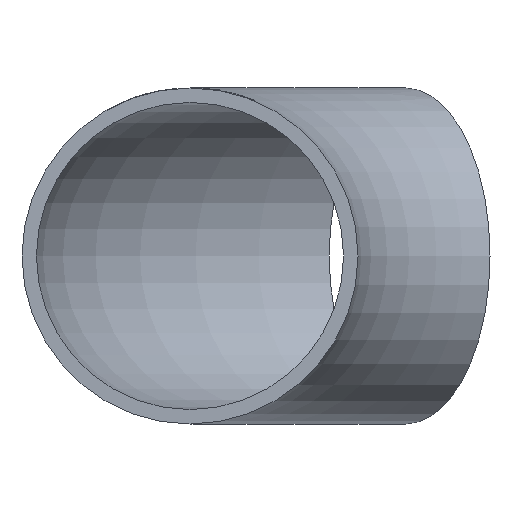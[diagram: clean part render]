
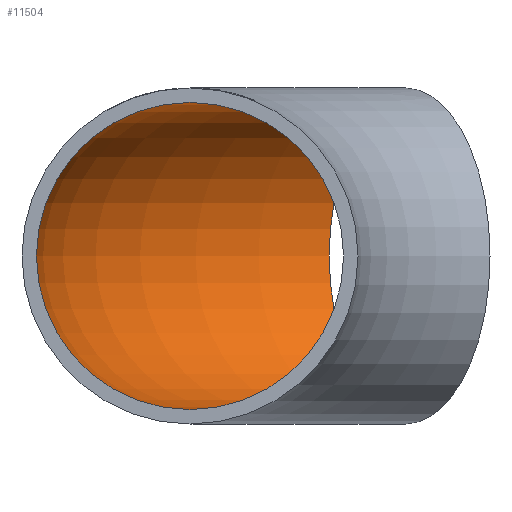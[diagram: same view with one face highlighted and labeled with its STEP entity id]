
A CAD part, front view. The second image highlights one B-rep face of the part: STEP entity #11504.
In plain terms, the highlighted toroidal (fillet/blend) face has major radius 45 mm and minor radius 16 mm.
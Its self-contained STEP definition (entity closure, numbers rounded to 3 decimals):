
#4 = EDGE_LOOP ( 'NONE', ( #12729 ) ) ;
#358 = VERTEX_POINT ( 'NONE', #5164 ) ;
#1409 = TOROIDAL_SURFACE ( 'NONE', #13845, 45., 16. ) ;
#1601 = EDGE_LOOP ( 'NONE', ( #15311 ) ) ;
#2267 = FACE_OUTER_BOUND ( 'NONE', #1601, .T. ) ;
#3246 = CARTESIAN_POINT ( 'NONE',  ( -45., 0., 0. ) ) ;
#3997 = CARTESIAN_POINT ( 'NONE',  ( -45., 0., 16. ) ) ;
#4375 = EDGE_CURVE ( 'NONE', #7973, #7973, #14492, .T. ) ;
#4594 = CARTESIAN_POINT ( 'NONE',  ( 0., 0., 0. ) ) ;
#5164 = CARTESIAN_POINT ( 'NONE',  ( -30.5, 52.828, 0. ) ) ;
#6080 = AXIS2_PLACEMENT_3D ( 'NONE', #11255, #8777, #6113 ) ;
#6113 = DIRECTION ( 'NONE',  ( -0.5, 0.866, 0. ) ) ;
#6527 = EDGE_CURVE ( 'NONE', #358, #358, #13203, .T. ) ;
#7973 = VERTEX_POINT ( 'NONE', #3997 ) ;
#8718 = AXIS2_PLACEMENT_3D ( 'NONE', #3246, #13431, #9817 ) ;
#8777 = DIRECTION ( 'NONE',  ( 0.866, 0.5, 0. ) ) ;
#9572 = DIRECTION ( 'NONE',  ( 0., 0., -1. ) ) ;
#9817 = DIRECTION ( 'NONE',  ( 0., 0., 1. ) ) ;
#11255 = CARTESIAN_POINT ( 'NONE',  ( -22.5, 38.971, 0. ) ) ;
#11504 = ADVANCED_FACE ( 'NONE', ( #2267, #15915 ), #1409, .F. ) ;
#12387 = DIRECTION ( 'NONE',  ( -1., 0., 0. ) ) ;
#12729 = ORIENTED_EDGE ( 'NONE', *, *, #4375, .F. ) ;
#13203 = CIRCLE ( 'NONE', #6080, 16. ) ;
#13431 = DIRECTION ( 'NONE',  ( 0., 1., 0. ) ) ;
#13845 = AXIS2_PLACEMENT_3D ( 'NONE', #4594, #9572, #12387 ) ;
#14492 = CIRCLE ( 'NONE', #8718, 16. ) ;
#15311 = ORIENTED_EDGE ( 'NONE', *, *, #6527, .T. ) ;
#15915 = FACE_OUTER_BOUND ( 'NONE', #4, .T. ) ;
